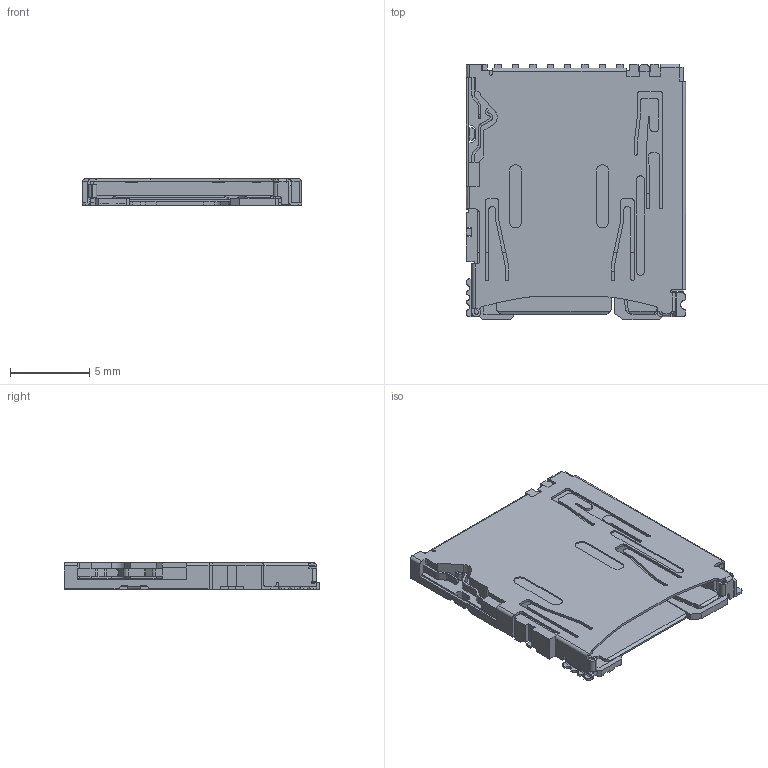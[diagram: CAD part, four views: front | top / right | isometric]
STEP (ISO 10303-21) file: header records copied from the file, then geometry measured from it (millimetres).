
FILE_DESCRIPTION (( 'STEP AP214' ), '1' );
FILE_NAME ('User Library-DM3AT-SF-PEJM5.STEP', '2016-03-12T10:54:30', ( 'Windows User' ), ( '' ), 'SwSTEP 2.0', 'SolidWorks 2016', '' );
FILE_SCHEMA (( 'AUTOMOTIVE_DESIGN' ));
Length unit declared in the file: millimetre
Products named in the file (3): User Library-DM3AT-SF-PEJM5_Assembly-1; User Library-DM3AT-SF-PEJM5_DM3AT-SF-PEJM5; User Library-DM3AT-SF-PEJM5
Assembly tree (2 placements, depth 3):
  User Library-DM3AT-SF-PEJM5
    User Library-DM3AT-SF-PEJM5_Assembly-1
      User Library-DM3AT-SF-PEJM5_DM3AT-SF-PEJM5
Bounding box: 13.85 x 16.15 x 1.68 mm (x, y, z)
Volume: 232.2 mm3; surface area: 827.6 mm2
Topology: 1 solids, 1 shells, 675 faces, 1912 edges, 1260 vertices
Faces by surface type: plane 475, cylinder 200
Entity records: 23005 total; most frequent: CARTESIAN_POINT 6191, ORIENTED_EDGE 3824, DIRECTION 2946, EDGE_CURVE 1912, LINE 1284, VECTOR 1284, VERTEX_POINT 1260, AXIS2_PLACEMENT_3D 831
